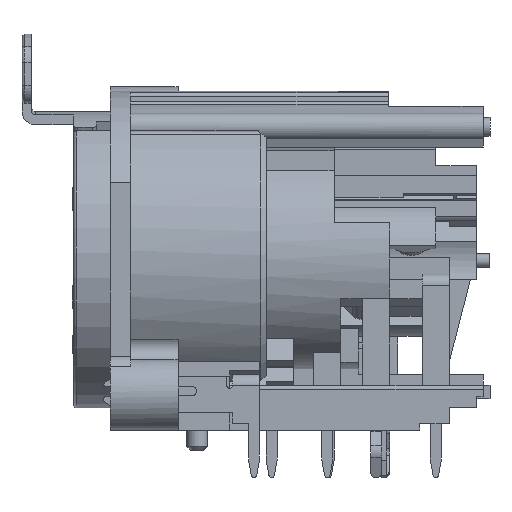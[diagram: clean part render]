
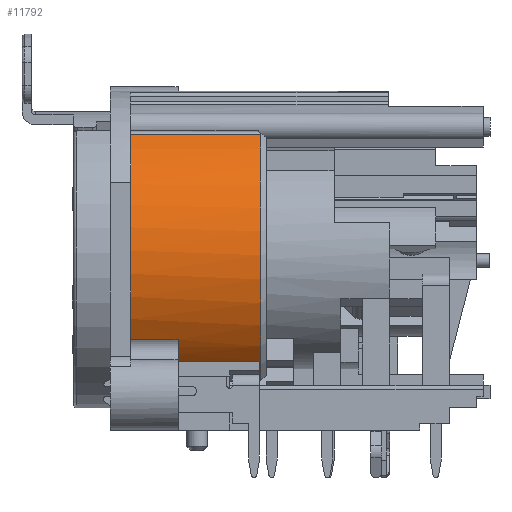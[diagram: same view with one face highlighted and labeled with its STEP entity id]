
A CAD part, left-side view. The second image highlights one B-rep face of the part: STEP entity #11792.
In plain terms, the highlighted cylindrical face has radius 10.9 mm (diameter 21.8 mm), a partial arc.
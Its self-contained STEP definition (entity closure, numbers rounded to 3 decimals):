
#226=CARTESIAN_POINT('',(8.,-7.403,-5.0));
#227=VERTEX_POINT('',#226);
#234=CARTESIAN_POINT('',(9.204,-5.839,-5.0));
#235=VERTEX_POINT('',#234);
#236=CARTESIAN_POINT('',(0.0,0.0,-5.0));
#237=DIRECTION('',(0.0,0.0,-1.0));
#238=DIRECTION('',(1.0,0.0,0.0));
#239=AXIS2_PLACEMENT_3D('',#236,#237,#238);
#240=CIRCLE('',#239,10.9);
#241=EDGE_CURVE('',#235,#227,#240,.T.);
#6395=CARTESIAN_POINT('',(5.722,9.277,-1.5));
#6396=VERTEX_POINT('',#6395);
#6404=CARTESIAN_POINT('',(5.722,9.277,-11.1));
#6405=VERTEX_POINT('',#6404);
#6406=CARTESIAN_POINT('',(5.722,9.277,-1.5));
#6407=DIRECTION('',(0.0,0.0,-1.0));
#6408=VECTOR('',#6407,9.6);
#6409=LINE('',#6406,#6408);
#6410=EDGE_CURVE('',#6396,#6405,#6409,.T.);
#6464=CARTESIAN_POINT('',(9.204,-5.839,-1.5));
#6465=VERTEX_POINT('',#6464);
#6473=CARTESIAN_POINT('',(0.0,0.0,-1.5));
#6474=DIRECTION('',(0.0,0.0,1.0));
#6475=DIRECTION('',(1.0,0.0,0.0));
#6476=AXIS2_PLACEMENT_3D('',#6473,#6474,#6475);
#6477=CIRCLE('',#6476,10.9);
#6478=EDGE_CURVE('',#6465,#6396,#6477,.T.);
#11726=CARTESIAN_POINT('',(6.375,-8.841,-11.1));
#11727=VERTEX_POINT('',#11726);
#11728=CARTESIAN_POINT('',(0.0,0.0,-11.1));
#11729=DIRECTION('',(0.0,0.0,-1.0));
#11730=DIRECTION('',(1.0,0.0,0.0));
#11731=AXIS2_PLACEMENT_3D('',#11728,#11729,#11730);
#11732=CIRCLE('',#11731,10.9);
#11733=EDGE_CURVE('',#6405,#11727,#11732,.T.);
#11752=CARTESIAN_POINT('',(0.0,0.0,-1.5));
#11753=DIRECTION('',(0.0,0.0,-1.0));
#11754=DIRECTION('',(1.0,0.0,0.0));
#11755=AXIS2_PLACEMENT_3D('',#11752,#11753,#11754);
#11756=CYLINDRICAL_SURFACE('',#11755,10.9);
#11757=ORIENTED_EDGE('',*,*,#6410,.F.);
#11758=ORIENTED_EDGE('',*,*,#6478,.F.);
#11759=CARTESIAN_POINT('',(9.204,-5.839,-1.5));
#11760=DIRECTION('',(0.0,0.0,-1.0));
#11761=VECTOR('',#11760,3.5);
#11762=LINE('',#11759,#11761);
#11763=EDGE_CURVE('',#6465,#235,#11762,.T.);
#11764=ORIENTED_EDGE('',*,*,#11763,.T.);
#11765=ORIENTED_EDGE('',*,*,#241,.T.);
#11766=CARTESIAN_POINT('',(8.,-7.403,-11.));
#11767=VERTEX_POINT('',#11766);
#11768=CARTESIAN_POINT('',(8.,-7.403,-5.0));
#11769=DIRECTION('',(0.0,0.0,-1.0));
#11770=VECTOR('',#11769,6.);
#11771=LINE('',#11768,#11770);
#11772=EDGE_CURVE('',#227,#11767,#11771,.T.);
#11773=ORIENTED_EDGE('',*,*,#11772,.T.);
#11774=CARTESIAN_POINT('',(6.375,-8.841,-11.0));
#11775=VERTEX_POINT('',#11774);
#11776=CARTESIAN_POINT('',(0.,0.,-11.));
#11777=DIRECTION('',(0.0,0.0,1.0));
#11778=DIRECTION('',(-0.734,0.679,0.0));
#11779=AXIS2_PLACEMENT_3D('',#11776,#11777,#11778);
#11780=CIRCLE('',#11779,10.9);
#11781=EDGE_CURVE('',#11775,#11767,#11780,.T.);
#11782=ORIENTED_EDGE('',*,*,#11781,.F.);
#11783=CARTESIAN_POINT('',(6.375,-8.841,-11.));
#11784=DIRECTION('',(0.0,0.0,-1.0));
#11785=VECTOR('',#11784,0.1);
#11786=LINE('',#11783,#11785);
#11787=EDGE_CURVE('',#11775,#11727,#11786,.T.);
#11788=ORIENTED_EDGE('',*,*,#11787,.T.);
#11789=ORIENTED_EDGE('',*,*,#11733,.F.);
#11790=EDGE_LOOP('',(#11757,#11758,#11764,#11765,#11773,#11782,#11788,#11789));
#11791=FACE_OUTER_BOUND('',#11790,.T.);
#11792=ADVANCED_FACE('',(#11791),#11756,.T.);
